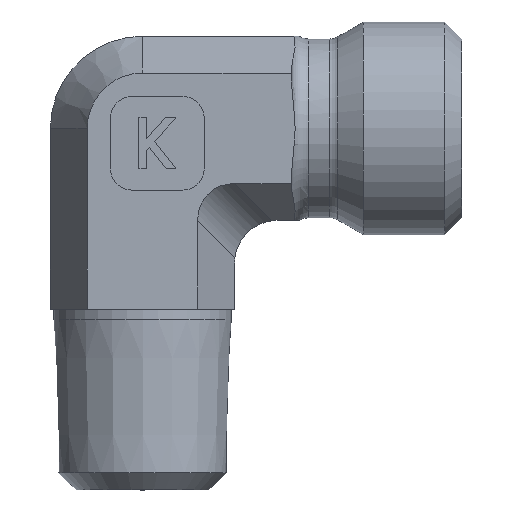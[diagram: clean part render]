
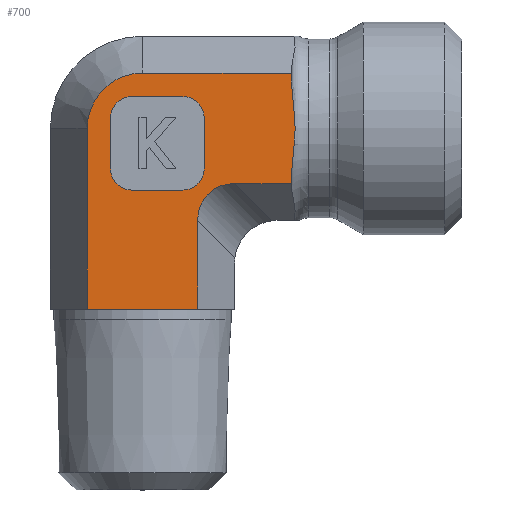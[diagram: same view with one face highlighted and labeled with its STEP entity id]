
A CAD part, left-side view. The second image highlights one B-rep face of the part: STEP entity #700.
In plain terms, the highlighted planar face has unit normal (-1, 0, 0).
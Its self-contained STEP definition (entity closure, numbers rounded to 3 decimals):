
#479=CARTESIAN_POINT('',(-24.485,6.946,0.5));
#480=VERTEX_POINT('',#479);
#487=CARTESIAN_POINT('',(-24.485,12.142,0.5));
#488=VERTEX_POINT('',#487);
#489=CARTESIAN_POINT('',(-24.485,12.142,0.5));
#490=DIRECTION('',(0.0,-1.0,0.0));
#491=VECTOR('',#490,5.196);
#492=LINE('',#489,#491);
#493=EDGE_CURVE('',#488,#480,#492,.T.);
#543=CARTESIAN_POINT('',(-24.485,6.946,0.0));
#544=DIRECTION('',(-1.0,0.0,0.0));
#545=DIRECTION('',(0.0,0.0,1.0));
#546=AXIS2_PLACEMENT_3D('',#543,#544,#545);
#547=PLANE('',#546);
#548=ORIENTED_EDGE('',*,*,#493,.T.);
#549=CARTESIAN_POINT('',(-24.485,6.946,4.67));
#550=VERTEX_POINT('',#549);
#551=CARTESIAN_POINT('',(-24.485,6.946,0.5));
#552=DIRECTION('',(0.0,0.0,1.0));
#553=VECTOR('',#552,4.17);
#554=LINE('',#551,#553);
#555=EDGE_CURVE('',#480,#550,#554,.T.);
#556=ORIENTED_EDGE('',*,*,#555,.T.);
#557=CARTESIAN_POINT('',(-24.485,5.214,6.402));
#558=VERTEX_POINT('',#557);
#559=CARTESIAN_POINT('',(-24.485,4.636,4.093));
#560=DIRECTION('',(-1.0,0.0,0.0));
#561=DIRECTION('',(0.0,0.707,0.707));
#562=AXIS2_PLACEMENT_3D('',#559,#560,#561);
#563=ELLIPSE('',#562,2.582,2.0);
#564=EDGE_CURVE('',#558,#550,#563,.T.);
#565=ORIENTED_EDGE('',*,*,#564,.F.);
#566=CARTESIAN_POINT('',(-24.485,2.544,6.402));
#567=VERTEX_POINT('',#566);
#568=CARTESIAN_POINT('',(-24.485,5.214,6.402));
#569=DIRECTION('',(0.0,-1.0,0.0));
#570=VECTOR('',#569,2.67);
#571=LINE('',#568,#570);
#572=EDGE_CURVE('',#558,#567,#571,.T.);
#573=ORIENTED_EDGE('',*,*,#572,.T.);
#574=CARTESIAN_POINT('',(-24.485,2.544,6.821));
#575=VERTEX_POINT('',#574);
#576=CARTESIAN_POINT('',(-24.485,2.544,6.402));
#577=DIRECTION('',(0.0,0.0,1.0));
#578=VECTOR('',#577,0.419);
#579=LINE('',#576,#578);
#580=EDGE_CURVE('',#567,#575,#579,.T.);
#581=ORIENTED_EDGE('',*,*,#580,.T.);
#582=CARTESIAN_POINT('',(-24.485,2.544,11.179));
#583=VERTEX_POINT('',#582);
#584=CARTESIAN_POINT('',(-24.485,2.544,6.821));
#585=CARTESIAN_POINT('',(-24.485,2.544,7.042));
#586=CARTESIAN_POINT('',(-24.485,2.523,7.307));
#587=CARTESIAN_POINT('',(-24.485,2.448,7.987));
#588=CARTESIAN_POINT('',(-24.485,2.368,8.537));
#589=CARTESIAN_POINT('',(-24.485,2.368,9.463));
#590=CARTESIAN_POINT('',(-24.485,2.448,10.013));
#591=CARTESIAN_POINT('',(-24.485,2.523,10.693));
#592=CARTESIAN_POINT('',(-24.485,2.544,10.958));
#593=CARTESIAN_POINT('',(-24.485,2.544,11.179));
#594=B_SPLINE_CURVE_WITH_KNOTS('',3,(#584,#585,#586,#587,#588,#589,#590,#591,#592,#593),.UNSPECIFIED.,.F.,.U.,(4,2,2,2,4),(0.554,0.62,0.759,0.898,0.965),.UNSPECIFIED.);
#595=EDGE_CURVE('',#575,#583,#594,.T.);
#596=ORIENTED_EDGE('',*,*,#595,.T.);
#597=CARTESIAN_POINT('',(-24.485,2.544,11.598));
#598=VERTEX_POINT('',#597);
#599=CARTESIAN_POINT('',(-24.485,2.544,11.179));
#600=DIRECTION('',(0.0,0.0,1.0));
#601=VECTOR('',#600,0.419);
#602=LINE('',#599,#601);
#603=EDGE_CURVE('',#583,#598,#602,.T.);
#604=ORIENTED_EDGE('',*,*,#603,.T.);
#605=CARTESIAN_POINT('',(-24.485,9.544,11.598));
#606=VERTEX_POINT('',#605);
#607=CARTESIAN_POINT('',(-24.485,9.544,11.598));
#608=DIRECTION('',(0.0,-1.0,0.0));
#609=VECTOR('',#608,7.0);
#610=LINE('',#607,#609);
#611=EDGE_CURVE('',#606,#598,#610,.T.);
#612=ORIENTED_EDGE('',*,*,#611,.F.);
#613=CARTESIAN_POINT('',(-24.485,12.142,9.0));
#614=VERTEX_POINT('',#613);
#615=CARTESIAN_POINT('',(-24.485,9.544,9.0));
#616=DIRECTION('',(-1.0,0.0,0.0));
#617=DIRECTION('',(0.0,0.0,1.0));
#618=AXIS2_PLACEMENT_3D('',#615,#616,#617);
#619=CIRCLE('',#618,2.598);
#620=EDGE_CURVE('',#606,#614,#619,.T.);
#621=ORIENTED_EDGE('',*,*,#620,.T.);
#622=CARTESIAN_POINT('',(-24.485,12.142,0.5));
#623=DIRECTION('',(0.0,0.0,1.0));
#624=VECTOR('',#623,8.5);
#625=LINE('',#622,#624);
#626=EDGE_CURVE('',#488,#614,#625,.T.);
#627=ORIENTED_EDGE('',*,*,#626,.F.);
#628=EDGE_LOOP('',(#548,#556,#565,#573,#581,#596,#604,#612,#621,#627));
#629=FACE_OUTER_BOUND('',#628,.T.);
#630=CARTESIAN_POINT('',(-24.485,7.644,6.1));
#631=VERTEX_POINT('',#630);
#632=CARTESIAN_POINT('',(-24.485,10.044,6.1));
#633=VERTEX_POINT('',#632);
#634=CARTESIAN_POINT('',(-24.485,7.644,6.1));
#635=DIRECTION('',(0.0,1.0,0.0));
#636=VECTOR('',#635,2.4);
#637=LINE('',#634,#636);
#638=EDGE_CURVE('',#631,#633,#637,.T.);
#639=ORIENTED_EDGE('',*,*,#638,.T.);
#640=CARTESIAN_POINT('',(-24.485,11.044,7.1));
#641=VERTEX_POINT('',#640);
#642=CARTESIAN_POINT('',(-24.485,10.044,7.1));
#643=DIRECTION('',(-1.0,0.0,0.0));
#644=DIRECTION('',(0.0,0.707,-0.707));
#645=AXIS2_PLACEMENT_3D('',#642,#643,#644);
#646=CIRCLE('',#645,1.0);
#647=EDGE_CURVE('',#641,#633,#646,.T.);
#648=ORIENTED_EDGE('',*,*,#647,.F.);
#649=CARTESIAN_POINT('',(-24.485,11.044,9.5));
#650=VERTEX_POINT('',#649);
#651=CARTESIAN_POINT('',(-24.485,11.044,7.1));
#652=DIRECTION('',(0.0,0.0,1.0));
#653=VECTOR('',#652,2.4);
#654=LINE('',#651,#653);
#655=EDGE_CURVE('',#641,#650,#654,.T.);
#656=ORIENTED_EDGE('',*,*,#655,.T.);
#657=CARTESIAN_POINT('',(-24.485,10.044,10.5));
#658=VERTEX_POINT('',#657);
#659=CARTESIAN_POINT('',(-24.485,10.044,9.5));
#660=DIRECTION('',(-1.0,0.0,0.0));
#661=DIRECTION('',(0.0,0.707,0.707));
#662=AXIS2_PLACEMENT_3D('',#659,#660,#661);
#663=CIRCLE('',#662,1.0);
#664=EDGE_CURVE('',#658,#650,#663,.T.);
#665=ORIENTED_EDGE('',*,*,#664,.F.);
#666=CARTESIAN_POINT('',(-24.485,7.644,10.5));
#667=VERTEX_POINT('',#666);
#668=CARTESIAN_POINT('',(-24.485,10.044,10.5));
#669=DIRECTION('',(0.0,-1.0,0.0));
#670=VECTOR('',#669,2.4);
#671=LINE('',#668,#670);
#672=EDGE_CURVE('',#658,#667,#671,.T.);
#673=ORIENTED_EDGE('',*,*,#672,.T.);
#674=CARTESIAN_POINT('',(-24.485,6.644,9.5));
#675=VERTEX_POINT('',#674);
#676=CARTESIAN_POINT('',(-24.485,7.644,9.5));
#677=DIRECTION('',(-1.0,0.0,0.0));
#678=DIRECTION('',(0.0,-0.707,0.707));
#679=AXIS2_PLACEMENT_3D('',#676,#677,#678);
#680=CIRCLE('',#679,1.0);
#681=EDGE_CURVE('',#675,#667,#680,.T.);
#682=ORIENTED_EDGE('',*,*,#681,.F.);
#683=CARTESIAN_POINT('',(-24.485,6.644,7.1));
#684=VERTEX_POINT('',#683);
#685=CARTESIAN_POINT('',(-24.485,6.644,9.5));
#686=DIRECTION('',(0.0,0.0,-1.0));
#687=VECTOR('',#686,2.4);
#688=LINE('',#685,#687);
#689=EDGE_CURVE('',#675,#684,#688,.T.);
#690=ORIENTED_EDGE('',*,*,#689,.T.);
#691=CARTESIAN_POINT('',(-24.485,7.644,7.1));
#692=DIRECTION('',(-1.0,0.0,0.0));
#693=DIRECTION('',(0.0,-0.707,-0.707));
#694=AXIS2_PLACEMENT_3D('',#691,#692,#693);
#695=CIRCLE('',#694,1.0);
#696=EDGE_CURVE('',#631,#684,#695,.T.);
#697=ORIENTED_EDGE('',*,*,#696,.F.);
#698=EDGE_LOOP('',(#639,#648,#656,#665,#673,#682,#690,#697));
#699=FACE_BOUND('',#698,.T.);
#700=ADVANCED_FACE('',(#629,#699),#547,.T.);
